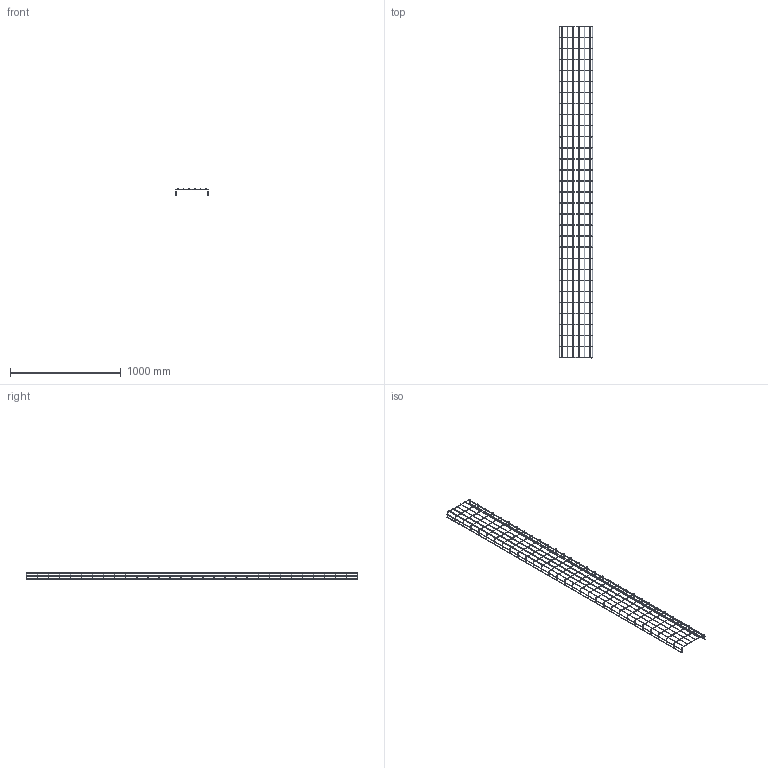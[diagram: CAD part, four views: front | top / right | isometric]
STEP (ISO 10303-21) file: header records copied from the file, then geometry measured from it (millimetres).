
FILE_DESCRIPTION((''),'2;1');
FILE_NAME('970130_PRT','2018-11-07T13:35:20',('tomasz.grudniewski'),(''),'CREO PARAMETRIC BY PTC INC, 2018260','CREO PARAMETRIC BY PTC INC, 2018260','');
FILE_SCHEMA(('CONFIG_CONTROL_DESIGN'));
Length unit declared in the file: millimetre
Products named in the file (1): 970130_PRT
Bounding box: 300 x 3004.5 x 62 mm (x, y, z)
Volume: 670330.6 mm3; surface area: 596923.6 mm2
Topology: 41 solids, 41 shells, 576 faces, 1070 edges, 576 vertices
Faces by surface type: cylinder 206, bspline 124, torus 124, plane 82, cone 40
Entity records: 28212 total; most frequent: CARTESIAN_POINT 17474, DIRECTION 2178, ORIENTED_EDGE 2140, EDGE_CURVE 1070, AXIS2_PLACEMENT_3D 904, VERTEX_POINT 576, EDGE_LOOP 576, FACE_OUTER_BOUND 576
